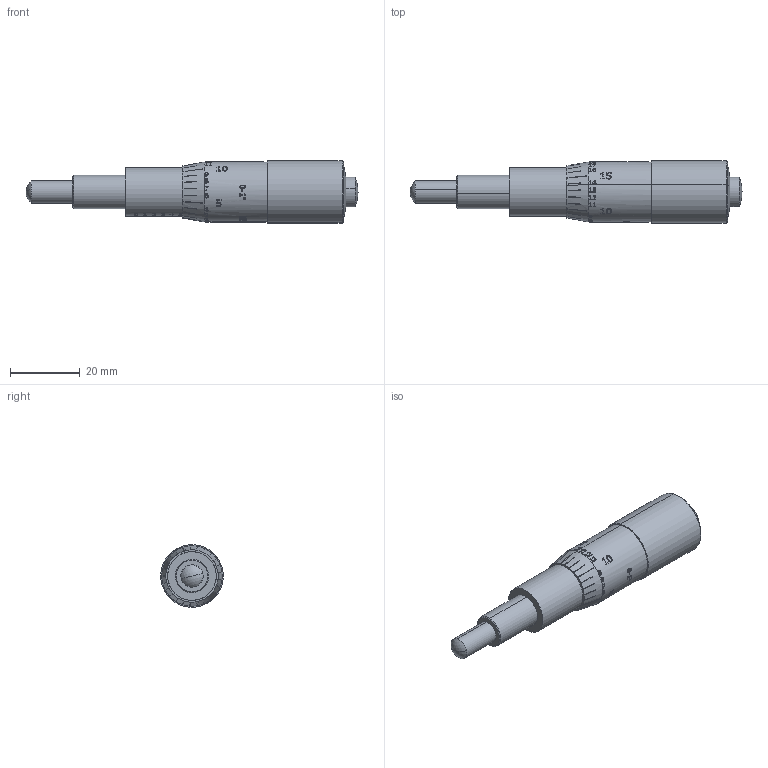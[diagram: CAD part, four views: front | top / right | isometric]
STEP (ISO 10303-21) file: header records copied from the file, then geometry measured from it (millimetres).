
FILE_DESCRIPTION (( 'STEP AP214' ), '1' );
FILE_NAME ('13432-E0W.STEP', '2018-05-22T17:54:28', ( '' ), ( '' ), 'SwSTEP 2.0', 'SolidWorks 2016', '' );
FILE_SCHEMA (( 'AUTOMOTIVE_DESIGN' ));
Length unit declared in the file: millimetre
Products named in the file (1): 13432-E0W
Bounding box: 95.32 x 17.95 x 17.95 mm (x, y, z)
Volume: 13118.9 mm3; surface area: 9762.2 mm2
Topology: 2 solids, 2 shells, 1487 faces, 4070 edges, 2710 vertices
Faces by surface type: plane 738, bspline 541, cylinder 169, cone 35, sphere 4
Entity records: 104358 total; most frequent: CARTESIAN_POINT 54577, ORIENTED_EDGE 8140, DIRECTION 4996, EDGE_CURVE 4070, VERTEX_POINT 2710, B_SPLINE_CURVE_WITH_KNOTS 1828, AXIS2_PLACEMENT_3D 1807, EDGE_LOOP 1612
